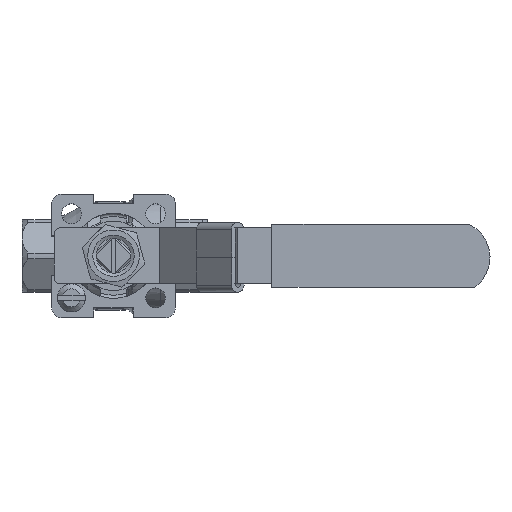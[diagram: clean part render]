
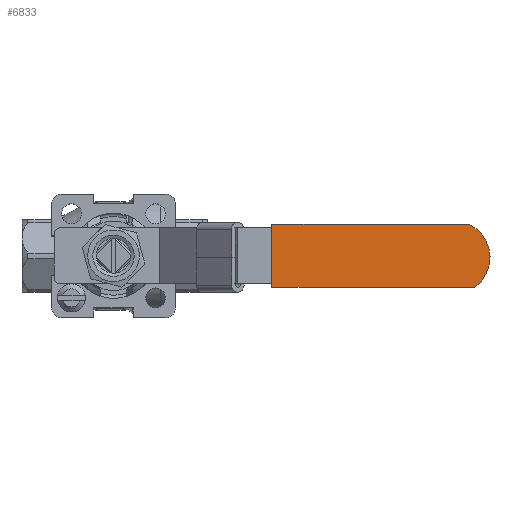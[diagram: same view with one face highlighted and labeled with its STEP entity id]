
A CAD part, top view. The second image highlights one B-rep face of the part: STEP entity #6833.
In plain terms, the highlighted face is planar.
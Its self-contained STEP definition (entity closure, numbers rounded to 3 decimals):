
#390=PLANE('',#7531);
#624=CIRCLE('',#7526,11.);
#1174=LINE('',#14329,#1727);
#1177=LINE('',#14334,#1730);
#1178=LINE('',#14336,#1731);
#1727=VECTOR('',#9244,1000.);
#1730=VECTOR('',#9251,1000.);
#1731=VECTOR('',#9254,1000.);
#3634=ORIENTED_EDGE('',*,*,#4595,.F.);
#3635=ORIENTED_EDGE('',*,*,#4585,.F.);
#3636=ORIENTED_EDGE('',*,*,#4596,.T.);
#3637=ORIENTED_EDGE('',*,*,#4592,.T.);
#4585=EDGE_CURVE('',#5241,#5242,#624,.T.);
#4592=EDGE_CURVE('',#5246,#5248,#1174,.T.);
#4595=EDGE_CURVE('',#5242,#5248,#1177,.T.);
#4596=EDGE_CURVE('',#5241,#5246,#1178,.T.);
#5241=VERTEX_POINT('',#14314);
#5242=VERTEX_POINT('',#14315);
#5246=VERTEX_POINT('',#14324);
#5248=VERTEX_POINT('',#14328);
#5894=EDGE_LOOP('',(#3634,#3635,#3636,#3637));
#6373=FACE_BOUND('',#5894,.T.);
#6833=ADVANCED_FACE('',(#6373),#390,.F.);
#7526=AXIS2_PLACEMENT_3D('',#14313,#9233,#9234);
#7531=AXIS2_PLACEMENT_3D('',#14335,#9252,#9253);
#9233=DIRECTION('',(0.,-1.,0.));
#9234=DIRECTION('',(0.,0.,-1.));
#9244=DIRECTION('',(0.,0.,1.));
#9251=DIRECTION('',(-1.,0.,0.));
#9252=DIRECTION('',(0.,-1.,0.));
#9253=DIRECTION('',(0.,0.,-1.));
#9254=DIRECTION('',(-1.,0.,0.));
#14313=CARTESIAN_POINT('',(55.,2.25,0.533));
#14314=CARTESIAN_POINT('',(59.509,2.25,-9.5));
#14315=CARTESIAN_POINT('',(61.372,2.25,9.5));
#14324=CARTESIAN_POINT('',(0.,2.25,-9.5));
#14328=CARTESIAN_POINT('',(0.,2.25,9.5));
#14329=CARTESIAN_POINT('',(0.,2.25,8.5));
#14334=CARTESIAN_POINT('',(65.,2.25,9.5));
#14335=CARTESIAN_POINT('',(65.,2.25,8.5));
#14336=CARTESIAN_POINT('',(65.,2.25,-9.5));
